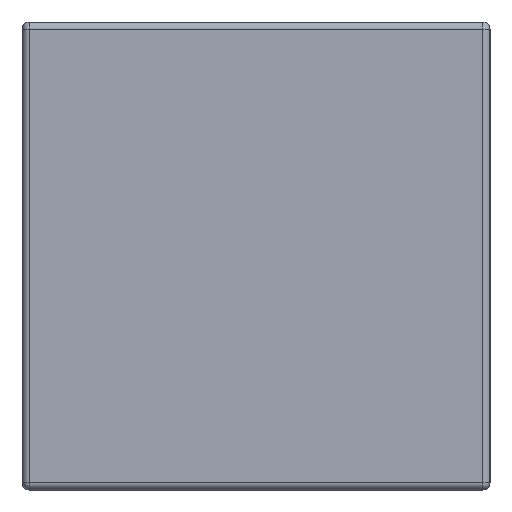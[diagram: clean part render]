
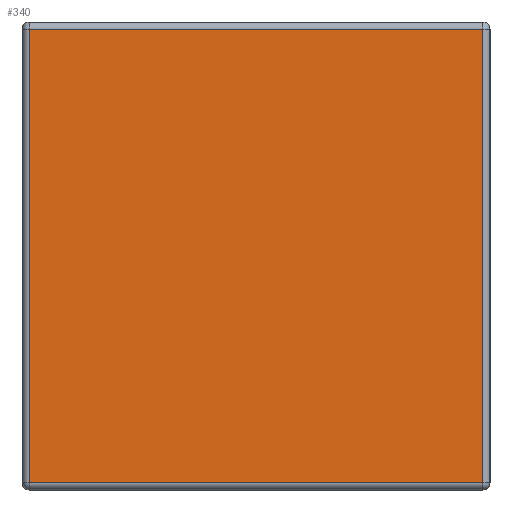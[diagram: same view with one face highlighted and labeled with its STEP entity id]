
A CAD part, left-side view. The second image highlights one B-rep face of the part: STEP entity #340.
In plain terms, the highlighted planar face has unit normal (-1, 0, 0).
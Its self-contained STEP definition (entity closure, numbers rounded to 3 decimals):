
#36 = EDGE_CURVE ( 'NONE', #1051, #766, #465, .T. ) ;
#93 = PLANE ( 'NONE',  #142 ) ;
#124 = CARTESIAN_POINT ( 'NONE',  ( -2.25, 3.15, -1.55 ) ) ;
#142 = AXIS2_PLACEMENT_3D ( 'NONE', #835, #1108, #838 ) ;
#226 = VECTOR ( 'NONE', #775, 1000. ) ;
#227 = VERTEX_POINT ( 'NONE', #440 ) ;
#246 = DIRECTION ( 'NONE',  ( 0., -1., 0. ) ) ;
#274 = LINE ( 'NONE', #767, #793 ) ;
#290 = ORIENTED_EDGE ( 'NONE', *, *, #957, .T. ) ;
#312 = FACE_OUTER_BOUND ( 'NONE', #1117, .T. ) ;
#340 = ADVANCED_FACE ( 'NONE', ( #312 ), #93, .F. ) ;
#349 = ORIENTED_EDGE ( 'NONE', *, *, #614, .T. ) ;
#369 = LINE ( 'NONE', #920, #986 ) ;
#396 = DIRECTION ( 'NONE',  ( 0., 0., -1. ) ) ;
#438 = VERTEX_POINT ( 'NONE', #549 ) ;
#440 = CARTESIAN_POINT ( 'NONE',  ( -2.25, 3.15, 1.55 ) ) ;
#465 = LINE ( 'NONE', #1144, #873 ) ;
#481 = EDGE_CURVE ( 'NONE', #227, #1051, #274, .T. ) ;
#549 = CARTESIAN_POINT ( 'NONE',  ( -2.25, 0.05, 1.55 ) ) ;
#577 = DIRECTION ( 'NONE',  ( 0., 0., 1. ) ) ;
#614 = EDGE_CURVE ( 'NONE', #438, #227, #1125, .T. ) ;
#618 = CARTESIAN_POINT ( 'NONE',  ( -2.25, 0.05, -1.55 ) ) ;
#626 = ORIENTED_EDGE ( 'NONE', *, *, #481, .T. ) ;
#766 = VERTEX_POINT ( 'NONE', #618 ) ;
#767 = CARTESIAN_POINT ( 'NONE',  ( -2.25, 3.15, 1.6 ) ) ;
#775 = DIRECTION ( 'NONE',  ( 0., 1., 0. ) ) ;
#793 = VECTOR ( 'NONE', #396, 1000. ) ;
#835 = CARTESIAN_POINT ( 'NONE',  ( -2.25, 3.2, 1.6 ) ) ;
#838 = DIRECTION ( 'NONE',  ( 0., 0., -1. ) ) ;
#873 = VECTOR ( 'NONE', #246, 1000. ) ;
#920 = CARTESIAN_POINT ( 'NONE',  ( -2.25, 0.05, 1.6 ) ) ;
#956 = ORIENTED_EDGE ( 'NONE', *, *, #36, .T. ) ;
#957 = EDGE_CURVE ( 'NONE', #766, #438, #369, .T. ) ;
#986 = VECTOR ( 'NONE', #577, 1000. ) ;
#1051 = VERTEX_POINT ( 'NONE', #124 ) ;
#1108 = DIRECTION ( 'NONE',  ( 1., 0., 0. ) ) ;
#1117 = EDGE_LOOP ( 'NONE', ( #349, #626, #956, #290 ) ) ;
#1125 = LINE ( 'NONE', #1149, #226 ) ;
#1144 = CARTESIAN_POINT ( 'NONE',  ( -2.25, 3.2, -1.55 ) ) ;
#1149 = CARTESIAN_POINT ( 'NONE',  ( -2.25, 3.2, 1.55 ) ) ;
